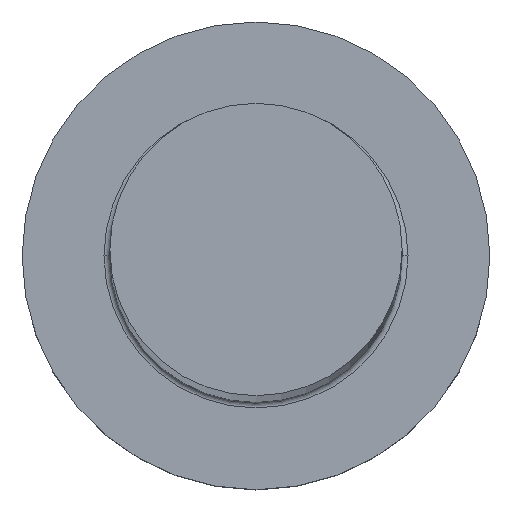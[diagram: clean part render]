
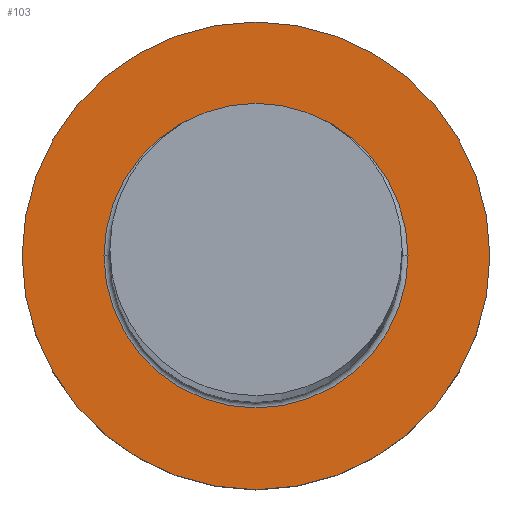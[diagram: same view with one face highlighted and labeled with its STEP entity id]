
A CAD part, top view. The second image highlights one B-rep face of the part: STEP entity #103.
In plain terms, the highlighted planar face has unit normal (0, 0, 1).
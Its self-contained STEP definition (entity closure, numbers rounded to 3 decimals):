
#4 = CARTESIAN_POINT ( 'NONE',  ( 5.2, 0., 5. ) ) ;
#12 = VERTEX_POINT ( 'NONE', #213 ) ;
#24 = DIRECTION ( 'NONE',  ( 1., 0., 0. ) ) ;
#34 = ORIENTED_EDGE ( 'NONE', *, *, #189, .T. ) ;
#35 = AXIS2_PLACEMENT_3D ( 'NONE', #45, #243, #239 ) ;
#45 = CARTESIAN_POINT ( 'NONE',  ( 0., 0., 5. ) ) ;
#47 = EDGE_CURVE ( 'NONE', #12, #129, #223, .T. ) ;
#58 = EDGE_LOOP ( 'NONE', ( #34, #174 ) ) ;
#62 = CIRCLE ( 'NONE', #125, 8. ) ;
#63 = DIRECTION ( 'NONE',  ( 1., 0., 0. ) ) ;
#65 = DIRECTION ( 'NONE',  ( 1., 0., 0. ) ) ;
#68 = AXIS2_PLACEMENT_3D ( 'NONE', #158, #186, #212 ) ;
#79 = AXIS2_PLACEMENT_3D ( 'NONE', #263, #92, #65 ) ;
#85 = CIRCLE ( 'NONE', #79, 8. ) ;
#86 = FACE_BOUND ( 'NONE', #58, .T. ) ;
#90 = AXIS2_PLACEMENT_3D ( 'NONE', #303, #260, #63 ) ;
#92 = DIRECTION ( 'NONE',  ( 0., 0., 1. ) ) ;
#103 = ADVANCED_FACE ( 'NONE', ( #86, #183 ), #274, .T. ) ;
#125 = AXIS2_PLACEMENT_3D ( 'NONE', #200, #216, #24 ) ;
#129 = VERTEX_POINT ( 'NONE', #4 ) ;
#138 = EDGE_CURVE ( 'NONE', #210, #277, #85, .T. ) ;
#143 = CARTESIAN_POINT ( 'NONE',  ( -8., 0., 5. ) ) ;
#158 = CARTESIAN_POINT ( 'NONE',  ( 0., 0., 5. ) ) ;
#174 = ORIENTED_EDGE ( 'NONE', *, *, #47, .T. ) ;
#182 = EDGE_CURVE ( 'NONE', #277, #210, #62, .T. ) ;
#183 = FACE_OUTER_BOUND ( 'NONE', #300, .T. ) ;
#186 = DIRECTION ( 'NONE',  ( 0., 0., 1. ) ) ;
#189 = EDGE_CURVE ( 'NONE', #129, #12, #215, .T. ) ;
#200 = CARTESIAN_POINT ( 'NONE',  ( 0., 0., 5. ) ) ;
#210 = VERTEX_POINT ( 'NONE', #143 ) ;
#212 = DIRECTION ( 'NONE',  ( 1., 0., 0. ) ) ;
#213 = CARTESIAN_POINT ( 'NONE',  ( -5.2, 0., 5. ) ) ;
#215 = CIRCLE ( 'NONE', #35, 5.2 ) ;
#216 = DIRECTION ( 'NONE',  ( 0., 0., 1. ) ) ;
#218 = CARTESIAN_POINT ( 'NONE',  ( 8., 0., 5. ) ) ;
#223 = CIRCLE ( 'NONE', #90, 5.2 ) ;
#239 = DIRECTION ( 'NONE',  ( 1., 0., 0. ) ) ;
#243 = DIRECTION ( 'NONE',  ( 0., 0., -1. ) ) ;
#255 = ORIENTED_EDGE ( 'NONE', *, *, #182, .T. ) ;
#260 = DIRECTION ( 'NONE',  ( 0., 0., -1. ) ) ;
#263 = CARTESIAN_POINT ( 'NONE',  ( 0., 0., 5. ) ) ;
#274 = PLANE ( 'NONE',  #68 ) ;
#277 = VERTEX_POINT ( 'NONE', #218 ) ;
#300 = EDGE_LOOP ( 'NONE', ( #301, #255 ) ) ;
#301 = ORIENTED_EDGE ( 'NONE', *, *, #138, .T. ) ;
#303 = CARTESIAN_POINT ( 'NONE',  ( 0., 0., 5. ) ) ;
